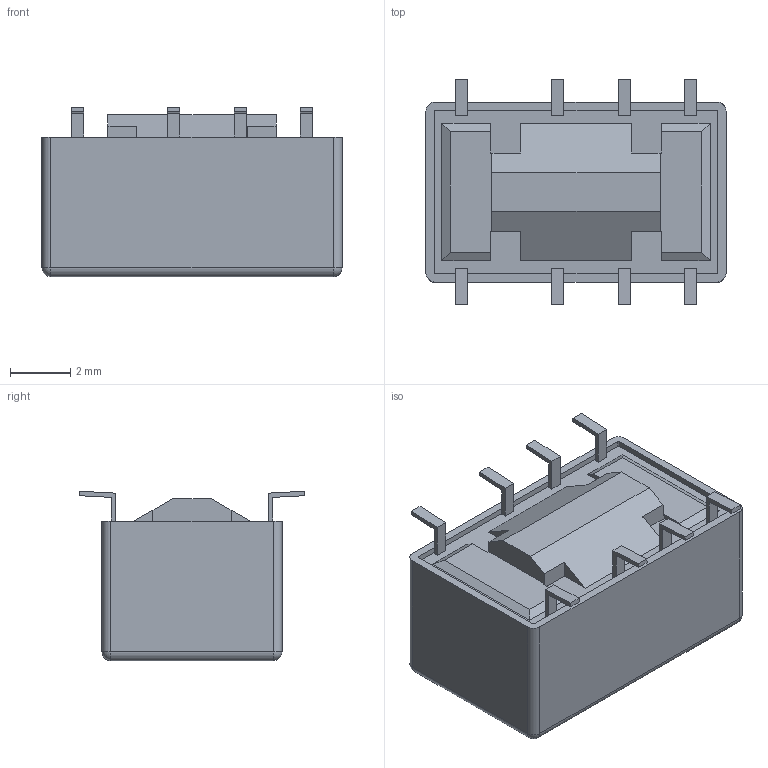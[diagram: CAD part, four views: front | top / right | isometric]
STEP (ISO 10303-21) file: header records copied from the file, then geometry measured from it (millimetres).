
FILE_DESCRIPTION (( 'STEP AP214' ), '1' );
FILE_NAME ('User Library-IM07CGR.STEP', '2016-07-15T15:16:39', ( 'Windows User' ), ( '' ), 'SwSTEP 2.0', 'SolidWorks 2016', '' );
FILE_SCHEMA (( 'AUTOMOTIVE_DESIGN' ));
Length unit declared in the file: millimetre
Products named in the file (1): User Library-IM07CGR
Bounding box: 10 x 7.52 x 5.65 mm (x, y, z)
Volume: 284.4 mm3; surface area: 299 mm2
Topology: 1 solids, 1 shells, 114 faces, 297 edges, 193 vertices
Faces by surface type: plane 96, cylinder 15, sphere 3
Entity records: 3450 total; most frequent: CARTESIAN_POINT 608, ORIENTED_EDGE 588, DIRECTION 552, EDGE_CURVE 294, LINE 262, VECTOR 262, VERTEX_POINT 193, AXIS2_PLACEMENT_3D 145
